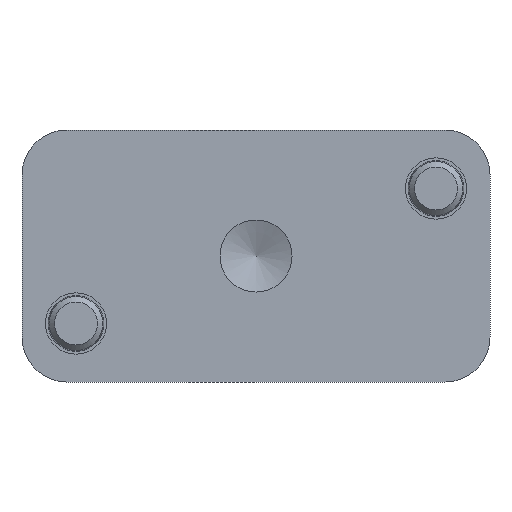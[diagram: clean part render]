
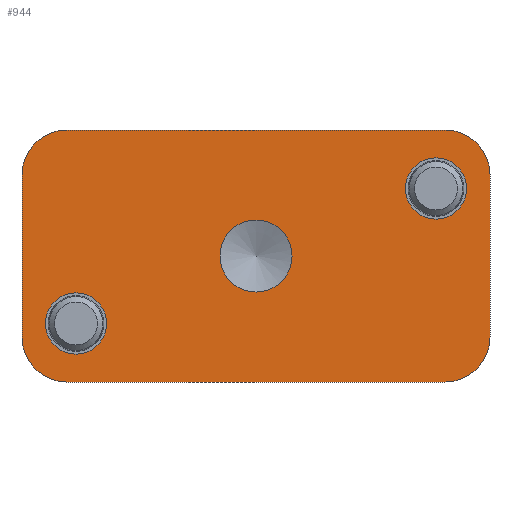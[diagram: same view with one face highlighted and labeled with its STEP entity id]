
A CAD part, front view. The second image highlights one B-rep face of the part: STEP entity #944.
In plain terms, the highlighted planar face has unit normal (0, -1, 0).
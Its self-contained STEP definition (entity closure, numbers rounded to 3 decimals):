
#68=LINE('',#1388,#112);
#72=LINE('',#1400,#116);
#76=LINE('',#1412,#120);
#80=LINE('',#1424,#124);
#112=VECTOR('',#1141,1000.);
#116=VECTOR('',#1153,1000.);
#120=VECTOR('',#1165,1000.);
#124=VECTOR('',#1177,1000.);
#153=PLANE('',#1025);
#241=ORIENTED_EDGE('',*,*,#401,.T.);
#242=ORIENTED_EDGE('',*,*,#402,.T.);
#243=ORIENTED_EDGE('',*,*,#403,.T.);
#244=ORIENTED_EDGE('',*,*,#375,.F.);
#245=ORIENTED_EDGE('',*,*,#397,.F.);
#246=ORIENTED_EDGE('',*,*,#394,.F.);
#247=ORIENTED_EDGE('',*,*,#391,.F.);
#248=ORIENTED_EDGE('',*,*,#388,.F.);
#249=ORIENTED_EDGE('',*,*,#385,.F.);
#250=ORIENTED_EDGE('',*,*,#382,.F.);
#251=ORIENTED_EDGE('',*,*,#379,.F.);
#375=EDGE_CURVE('',#465,#466,#525,.T.);
#379=EDGE_CURVE('',#466,#469,#68,.T.);
#382=EDGE_CURVE('',#469,#471,#527,.T.);
#385=EDGE_CURVE('',#471,#473,#72,.T.);
#388=EDGE_CURVE('',#473,#475,#529,.T.);
#391=EDGE_CURVE('',#475,#477,#76,.T.);
#394=EDGE_CURVE('',#477,#479,#531,.T.);
#397=EDGE_CURVE('',#479,#465,#80,.T.);
#401=EDGE_CURVE('',#483,#483,#535,.T.);
#402=EDGE_CURVE('',#484,#484,#536,.T.);
#403=EDGE_CURVE('',#485,#485,#537,.T.);
#465=VERTEX_POINT('',#1380);
#466=VERTEX_POINT('',#1381);
#469=VERTEX_POINT('',#1389);
#471=VERTEX_POINT('',#1395);
#473=VERTEX_POINT('',#1401);
#475=VERTEX_POINT('',#1407);
#477=VERTEX_POINT('',#1413);
#479=VERTEX_POINT('',#1419);
#483=VERTEX_POINT('',#1433);
#484=VERTEX_POINT('',#1435);
#485=VERTEX_POINT('',#1437);
#525=CIRCLE('',#1007,2.5);
#527=CIRCLE('',#1011,2.5);
#529=CIRCLE('',#1015,2.5);
#531=CIRCLE('',#1019,2.5);
#535=CIRCLE('',#1026,1.7);
#536=CIRCLE('',#1027,1.7);
#537=CIRCLE('',#1028,2.);
#584=EDGE_LOOP('',(#241));
#585=EDGE_LOOP('',(#242));
#586=EDGE_LOOP('',(#243));
#587=EDGE_LOOP('',(#244,#245,#246,#247,#248,#249,#250,#251));
#664=FACE_BOUND('',#584,.T.);
#665=FACE_BOUND('',#585,.T.);
#666=FACE_BOUND('',#586,.T.);
#667=FACE_BOUND('',#587,.T.);
#944=ADVANCED_FACE('',(#664,#665,#666,#667),#153,.F.);
#1007=AXIS2_PLACEMENT_3D('',#1379,#1133,#1134);
#1011=AXIS2_PLACEMENT_3D('',#1394,#1146,#1147);
#1015=AXIS2_PLACEMENT_3D('',#1406,#1158,#1159);
#1019=AXIS2_PLACEMENT_3D('',#1418,#1170,#1171);
#1025=AXIS2_PLACEMENT_3D('',#1431,#1185,#1186);
#1026=AXIS2_PLACEMENT_3D('',#1432,#1187,#1188);
#1027=AXIS2_PLACEMENT_3D('',#1434,#1189,#1190);
#1028=AXIS2_PLACEMENT_3D('',#1436,#1191,#1192);
#1133=DIRECTION('',(0.,1.,0.));
#1134=DIRECTION('',(1.,0.,0.));
#1141=DIRECTION('',(0.,0.,1.));
#1146=DIRECTION('',(0.,1.,0.));
#1147=DIRECTION('',(1.,0.,0.));
#1153=DIRECTION('',(1.,0.,0.));
#1158=DIRECTION('',(0.,1.,0.));
#1159=DIRECTION('',(1.,0.,0.));
#1165=DIRECTION('',(0.,0.,-1.));
#1170=DIRECTION('',(0.,1.,0.));
#1171=DIRECTION('',(1.,0.,0.));
#1177=DIRECTION('',(-1.,0.,0.));
#1185=DIRECTION('',(0.,1.,0.));
#1186=DIRECTION('',(0.,0.,1.));
#1187=DIRECTION('',(0.,1.,0.));
#1188=DIRECTION('',(1.,0.,0.));
#1189=DIRECTION('',(0.,1.,0.));
#1190=DIRECTION('',(1.,0.,0.));
#1191=DIRECTION('',(0.,1.,0.));
#1192=DIRECTION('',(1.,0.,0.));
#1379=CARTESIAN_POINT('',(-10.5,0.,-4.5));
#1380=CARTESIAN_POINT('',(-10.5,0.,-7.));
#1381=CARTESIAN_POINT('',(-13.,0.,-4.5));
#1388=CARTESIAN_POINT('',(-13.,0.,-4.5));
#1389=CARTESIAN_POINT('',(-13.,0.,4.5));
#1394=CARTESIAN_POINT('',(-10.5,0.,4.5));
#1395=CARTESIAN_POINT('',(-10.5,0.,7.));
#1400=CARTESIAN_POINT('',(-10.5,0.,7.));
#1401=CARTESIAN_POINT('',(10.5,0.,7.));
#1406=CARTESIAN_POINT('',(10.5,0.,4.5));
#1407=CARTESIAN_POINT('',(13.,0.,4.5));
#1412=CARTESIAN_POINT('',(13.,0.,4.5));
#1413=CARTESIAN_POINT('',(13.,0.,-4.5));
#1418=CARTESIAN_POINT('',(10.5,0.,-4.5));
#1419=CARTESIAN_POINT('',(10.5,0.,-7.));
#1424=CARTESIAN_POINT('',(10.5,0.,-7.));
#1431=CARTESIAN_POINT('',(-10.5,0.,-4.5));
#1432=CARTESIAN_POINT('',(10.,0.,3.75));
#1433=CARTESIAN_POINT('',(11.7,0.,3.75));
#1434=CARTESIAN_POINT('',(-10.,0.,-3.75));
#1435=CARTESIAN_POINT('',(-8.3,0.,-3.75));
#1436=CARTESIAN_POINT('',(0.,0.,0.));
#1437=CARTESIAN_POINT('',(2.,0.,0.));
